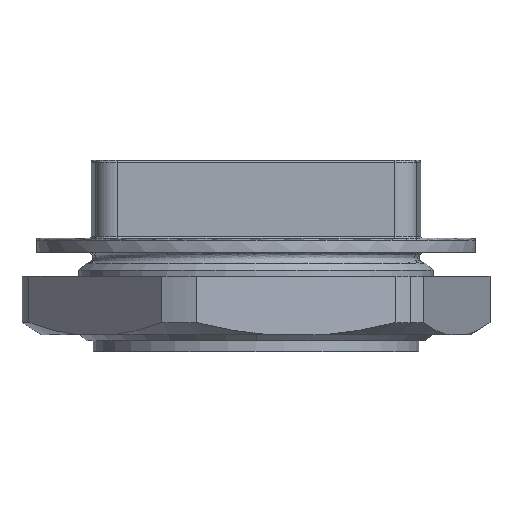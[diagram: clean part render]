
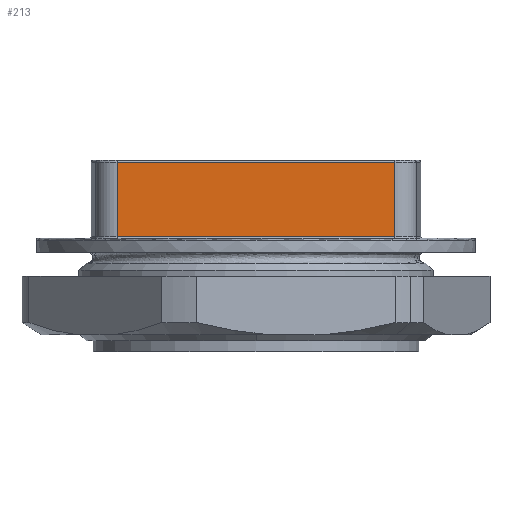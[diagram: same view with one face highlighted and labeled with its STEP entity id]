
A CAD part, front view. The second image highlights one B-rep face of the part: STEP entity #213.
In plain terms, the highlighted planar face has unit normal (0, -1, 0).
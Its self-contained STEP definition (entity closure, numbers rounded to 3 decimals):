
#213=ADVANCED_FACE('NONE',(#502),#503,.F.);
#502=FACE_OUTER_BOUND('',#1362,.T.);
#503=PLANE('',#1363);
#1362=EDGE_LOOP('',(#2375,#2376,#2377,#2378));
#1363=AXIS2_PLACEMENT_3D('',#2379,#2380,#2381);
#2375=ORIENTED_EDGE('',*,*,#3080,.F.);
#2376=ORIENTED_EDGE('',*,*,#3085,.F.);
#2377=ORIENTED_EDGE('',*,*,#3091,.F.);
#2378=ORIENTED_EDGE('',*,*,#3081,.F.);
#2379=CARTESIAN_POINT('',(-19.598,-22.5,11.0));
#2380=DIRECTION('',(0.0,1.0,0.0));
#2381=DIRECTION('',(1.0,0.0,-0.0));
#3080=EDGE_CURVE('NONE',#3706,#3699,#3709,.T.);
#3081=EDGE_CURVE('NONE',#3699,#3710,#3711,.T.);
#3085=EDGE_CURVE('NONE',#3714,#3706,#3716,.T.);
#3091=EDGE_CURVE('NONE',#3710,#3714,#3724,.T.);
#3699=VERTEX_POINT('NONE',#5277);
#3706=VERTEX_POINT('NONE',#5287);
#3709=LINE('',#5290,#5291);
#3710=VERTEX_POINT('NONE',#5292);
#3711=LINE('',#5293,#5294);
#3714=VERTEX_POINT('NONE',#5297);
#3716=LINE('',#5299,#5300);
#3724=LINE('',#5315,#5316);
#5277=CARTESIAN_POINT('',(19.598,-22.5,10.75));
#5287=CARTESIAN_POINT('',(-19.598,-22.5,10.75));
#5290=CARTESIAN_POINT('',(-19.598,-22.5,10.75));
#5291=VECTOR('',#6060,1000.0);
#5292=CARTESIAN_POINT('',(19.598,-22.5,0.25));
#5293=CARTESIAN_POINT('',(19.598,-22.5,11.0));
#5294=VECTOR('',#6061,1000.0);
#5297=CARTESIAN_POINT('',(-19.598,-22.5,0.25));
#5299=CARTESIAN_POINT('',(-19.598,-22.5,11.0));
#5300=VECTOR('',#6071,1000.0);
#5315=CARTESIAN_POINT('',(-19.598,-22.5,0.25));
#5316=VECTOR('',#6079,1000.0);
#6060=DIRECTION('',(1.0,0.0,0.0));
#6061=DIRECTION('',(0.0,0.0,-1.0));
#6071=DIRECTION('',(-0.0,-0.0,1.0));
#6079=DIRECTION('',(-1.0,-0.0,0.0));
